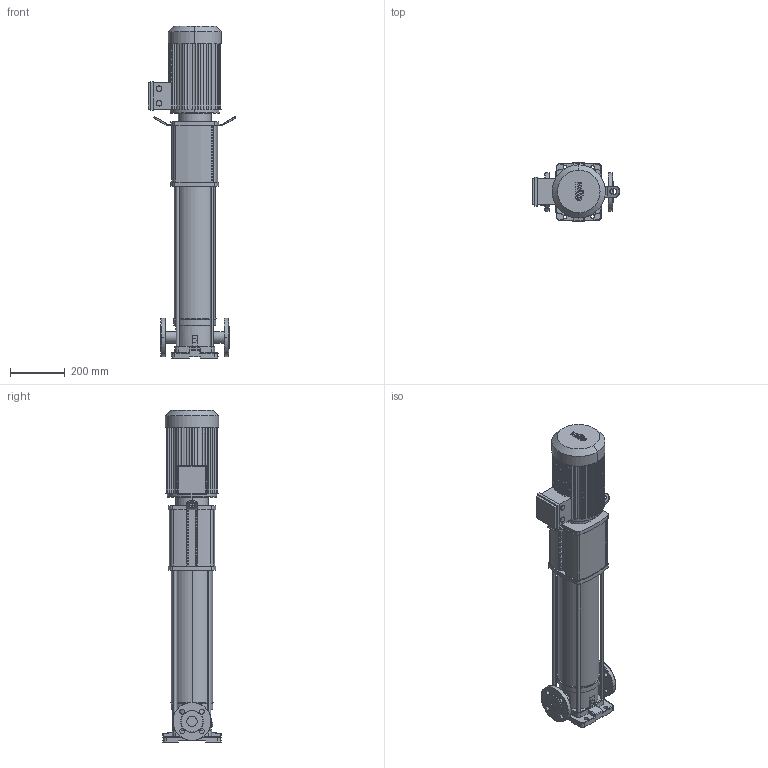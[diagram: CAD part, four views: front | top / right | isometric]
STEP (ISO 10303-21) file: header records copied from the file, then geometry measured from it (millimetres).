
FILE_DESCRIPTION((''),'2;1');
FILE_NAME('3d_HELIXV613-1_25_E_K-4156049.stp','2016-08-24T08:29:29',(''),(''),'Mechanical Desktop 2009','Mechanical Desktop 2009',', , ');
FILE_SCHEMA(('CONFIG_CONTROL_DESIGN'));
Length unit declared in the file: millimetre
Products named in the file (1): Product
Bounding box: 320 x 212 x 1209.2 mm (x, y, z)
Volume: 23960575 mm3; surface area: 1485021 mm2
Topology: 17 solids, 17 shells, 1012 faces, 2836 edges, 1874 vertices
Faces by surface type: plane 482, bspline 325, cylinder 161, torus 24, cone 16, sphere 4
Entity records: 34183 total; most frequent: CARTESIAN_POINT 7977, ORIENTED_EDGE 5660, DIRECTION 4893, EDGE_CURVE 2830, VECTOR 2023, LINE 2023, VERTEX_POINT 1871, AXIS2_PLACEMENT_3D 1435
